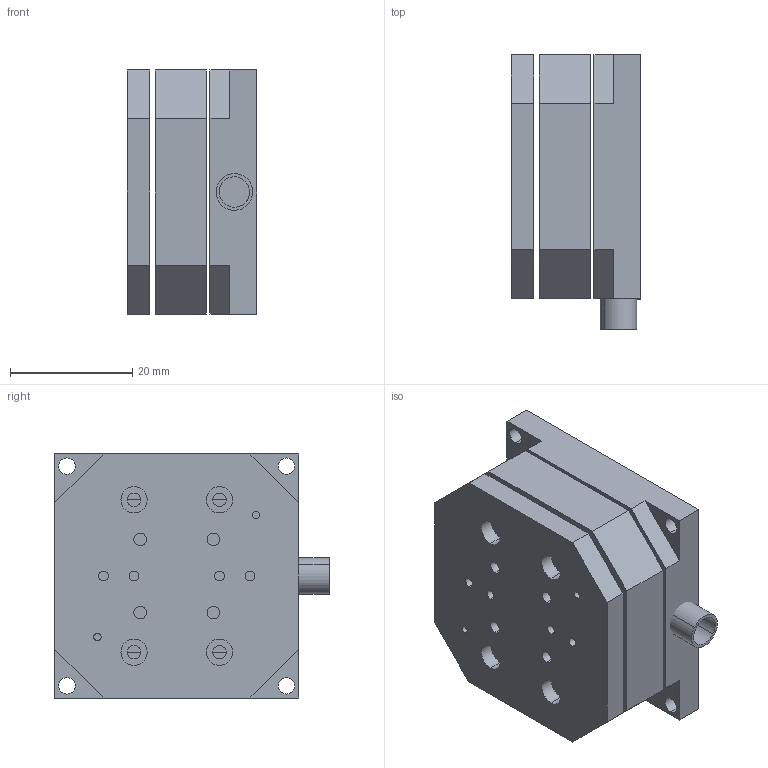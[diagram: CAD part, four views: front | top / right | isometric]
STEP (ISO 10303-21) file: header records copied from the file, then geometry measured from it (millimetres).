
FILE_DESCRIPTION (( 'STEP AP203' ), '1' );
FILE_NAME ('P63.X18S-B1-22.03.20.STEP', '2022-03-30T08:38:43', ( '' ), ( '' ), 'SwSTEP 2.0', 'SolidWorks 2016', '' );
FILE_SCHEMA (( 'CONFIG_CONTROL_DESIGN' ));
Length unit declared in the file: millimetre
Products named in the file (1): P63.X18S-B1-22.03.20
Bounding box: 21.3 x 45 x 40 mm (x, y, z)
Surface area: 10659.8 mm2 (no closed solid volume)
Topology: 0 solids, 4 shells, 79 faces, 246 edges, 178 vertices
Faces by surface type: cylinder 40, plane 39
Entity records: 2892 total; most frequent: CARTESIAN_POINT 504, DIRECTION 500, ORIENTED_EDGE 426, EDGE_CURVE 246, VERTEX_POINT 178, AXIS2_PLACEMENT_3D 174, LINE 152, VECTOR 152
